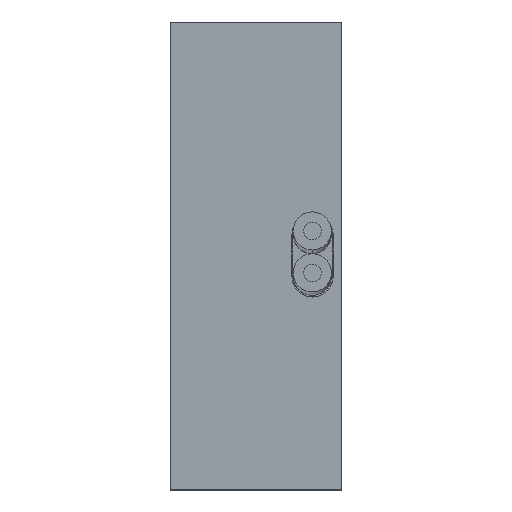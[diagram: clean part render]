
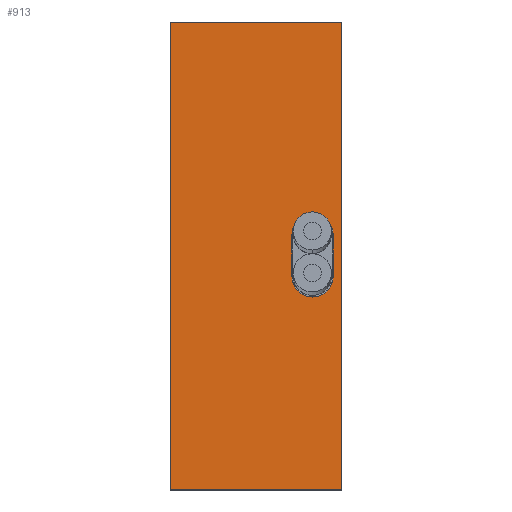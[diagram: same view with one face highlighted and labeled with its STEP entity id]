
A CAD part, top view. The second image highlights one B-rep face of the part: STEP entity #913.
In plain terms, the highlighted planar face has unit normal (0, 0, 1).
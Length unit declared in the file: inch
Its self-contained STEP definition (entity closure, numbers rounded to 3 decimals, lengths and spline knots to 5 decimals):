
#21=DIRECTION('',(0.,-1.,0.));
#22=VECTOR('',#21,1.06);
#23=CARTESIAN_POINT('',(-0.195,0.53,0.5905));
#24=LINE('',#23,#22);
#109=DIRECTION('',(0.,-1.,0.));
#110=VECTOR('',#109,1.06);
#111=CARTESIAN_POINT('',(0.195,0.53,0.5905));
#112=LINE('',#111,#110);
#171=DIRECTION('',(1.,0.,0.));
#172=VECTOR('',#171,0.39);
#173=CARTESIAN_POINT('',(-0.195,-0.53,0.5905));
#174=LINE('',#173,#172);
#195=DIRECTION('',(1.,0.,0.));
#196=VECTOR('',#195,0.39);
#197=CARTESIAN_POINT('',(-0.195,0.53,0.5905));
#198=LINE('',#197,#196);
#199=CARTESIAN_POINT('',(0.128,0.0475,0.5905));
#200=DIRECTION('',(0.,0.,1.));
#201=DIRECTION('',(1.,0.,0.));
#202=AXIS2_PLACEMENT_3D('',#199,#200,#201);
#204=DIRECTION('',(0.,-1.,0.));
#205=VECTOR('',#204,0.095);
#206=CARTESIAN_POINT('',(0.0815,0.0475,0.5905));
#207=LINE('',#206,#205);
#208=CARTESIAN_POINT('',(0.128,-0.0475,0.5905));
#209=DIRECTION('',(0.,0.,1.));
#210=DIRECTION('',(-1.,0.,0.));
#211=AXIS2_PLACEMENT_3D('',#208,#209,#210);
#213=DIRECTION('',(0.,1.,0.));
#214=VECTOR('',#213,0.095);
#215=CARTESIAN_POINT('',(0.1745,-0.0475,0.5905));
#216=LINE('',#215,#214);
#525=CARTESIAN_POINT('',(-0.195,0.53,0.5905));
#526=CARTESIAN_POINT('',(-0.195,-0.53,0.5905));
#527=VERTEX_POINT('',#525);
#528=VERTEX_POINT('',#526);
#537=CARTESIAN_POINT('',(0.195,0.53,0.5905));
#538=CARTESIAN_POINT('',(0.195,-0.53,0.5905));
#539=VERTEX_POINT('',#537);
#540=VERTEX_POINT('',#538);
#629=CARTESIAN_POINT('',(0.1745,0.0475,0.5905));
#630=CARTESIAN_POINT('',(0.0815,0.0475,0.5905));
#631=VERTEX_POINT('',#629);
#632=VERTEX_POINT('',#630);
#633=CARTESIAN_POINT('',(0.0815,-0.0475,0.5905));
#634=VERTEX_POINT('',#633);
#635=CARTESIAN_POINT('',(0.1745,-0.0475,0.5905));
#636=VERTEX_POINT('',#635);
#891=CARTESIAN_POINT('',(-0.195,0.53,0.5905));
#892=DIRECTION('',(0.,0.,1.));
#893=DIRECTION('',(0.,-1.,0.));
#894=AXIS2_PLACEMENT_3D('',#891,#892,#893);
#895=PLANE('',#894);
#896=ORIENTED_EDGE('',*,*,#704,.F.);
#898=ORIENTED_EDGE('',*,*,#897,.T.);
#899=ORIENTED_EDGE('',*,*,#808,.T.);
#900=ORIENTED_EDGE('',*,*,#872,.F.);
#901=EDGE_LOOP('',(#896,#898,#899,#900));
#902=FACE_OUTER_BOUND('',#901,.F.);
#904=ORIENTED_EDGE('',*,*,#903,.T.);
#906=ORIENTED_EDGE('',*,*,#905,.T.);
#908=ORIENTED_EDGE('',*,*,#907,.T.);
#910=ORIENTED_EDGE('',*,*,#909,.T.);
#911=EDGE_LOOP('',(#904,#906,#908,#910));
#912=FACE_BOUND('',#911,.F.);
#913=ADVANCED_FACE('',(#902,#912),#895,.T.);
#203=CIRCLE('',#202,0.0465);
#212=CIRCLE('',#211,0.0465);
#704=EDGE_CURVE('',#527,#528,#24,.T.);
#808=EDGE_CURVE('',#539,#540,#112,.T.);
#872=EDGE_CURVE('',#528,#540,#174,.T.);
#897=EDGE_CURVE('',#527,#539,#198,.T.);
#903=EDGE_CURVE('',#631,#632,#203,.T.);
#905=EDGE_CURVE('',#632,#634,#207,.T.);
#907=EDGE_CURVE('',#634,#636,#212,.T.);
#909=EDGE_CURVE('',#636,#631,#216,.T.);
